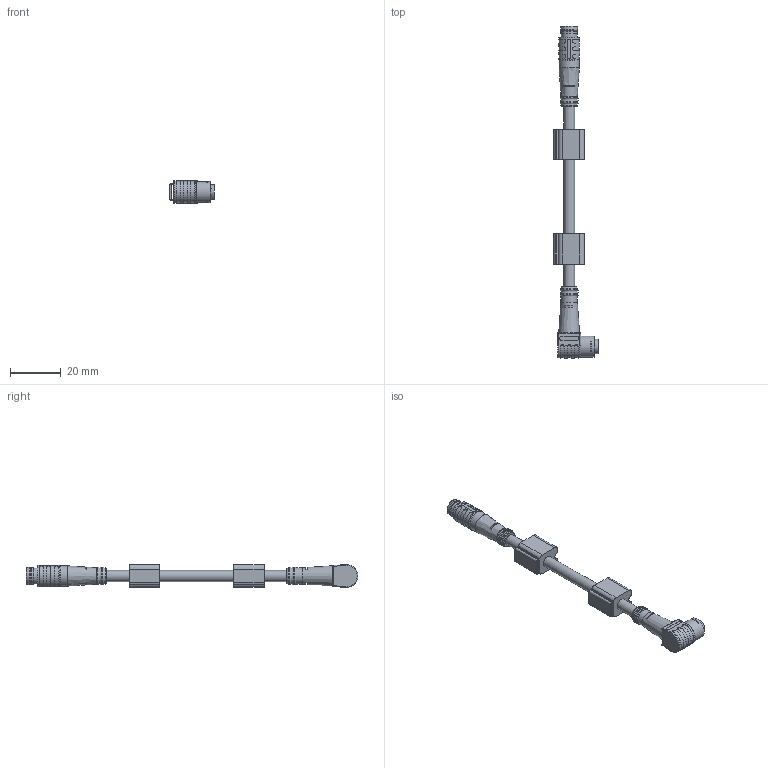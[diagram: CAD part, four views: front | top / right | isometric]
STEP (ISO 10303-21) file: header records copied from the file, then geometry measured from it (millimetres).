
FILE_DESCRIPTION(/* description */ (''),/* implementation_level */ '2;1');
FILE_NAME(/* name */ 'AL-WKP4-m-AL-SP4.stp',/* time_stamp */ '2016-11-22T08:40:06+01:00',/* author */ (''),/* organization */ (''),/* preprocessor_version */ 'ST-DEVELOPER v16',/* originating_system */ 'SIEMENS PLM Software NX 10.0',/* authorisation */ '');
FILE_SCHEMA (('AUTOMOTIVE_DESIGN { 1 0 10303 214 3 1 1 1 }'));
Length unit declared in the file: millimetre
Products named in the file (1): AL-WKP4
Bounding box: 17.4 x 130.9 x 9 mm (x, y, z)
Volume: 5869 mm3; surface area: 4471 mm2
Topology: 1 solids, 1 shells, 269 faces, 690 edges, 447 vertices
Faces by surface type: cylinder 129, plane 113, torus 12, sphere 8, cone 6, bspline 1
Full cylindrical faces by diameter (mm): 1 x4, 1.1 x4, 4.4 x3, 5.7 x1, 5.8 x1, 6.3 x1, 6.5 x5, 6.501 x4, 6.9 x2, 8 x1, 8.3 x1, 8.4 x1
Entity records: 8888 total; most frequent: CARTESIAN_POINT 2649, DIRECTION 1324, ORIENTED_EDGE 1214, EDGE_CURVE 607, AXIS2_PLACEMENT_3D 526, VERTEX_POINT 419, EDGE_LOOP 352, LINE 272
